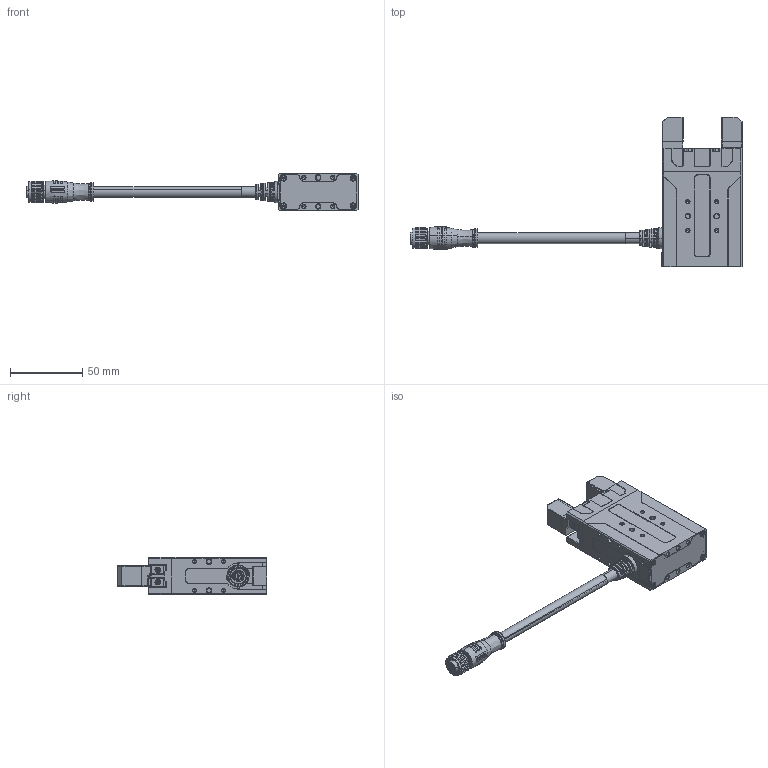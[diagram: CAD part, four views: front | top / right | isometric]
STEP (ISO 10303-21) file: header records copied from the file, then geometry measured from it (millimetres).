
FILE_DESCRIPTION (( 'STEP AP214' ), '1' );
FILE_NAME ('PGE-5-26-O-S-V1.STEP', '2022-09-13T10:07:37', ( '' ), ( '' ), 'SwSTEP 2.0', 'SolidWorks 2020', '' );
FILE_SCHEMA (( 'AUTOMOTIVE_DESIGN' ));
Length unit declared in the file: millimetre
Products named in the file (12): PGE15_Main cover; 絳嫖翐A; PGE-5-26-O-S-V1; 7.5俋噤盄第蚚陔SR; hexagon socket head cap screws gb_GB_FASTENER_SCREWS_HSHCS M2X4-N; M12厙帣; PGE15_蝶々; PGE5厙帣結え; hexagon socket head cap screws gb_GB_FASTENER_SCREWS_HSHCS M3X16-N; PGE15_botcover; PGE-15-26-O-S-奻窒煦; PGE15硌潑
Assembly tree (17 placements, depth 2):
  PGE-5-26-O-S-V1
    PGE15_Main cover
    PGE5厙帣結え
    PGE15_botcover
    7.5俋噤盄第蚚陔SR
    hexagon socket head cap screws gb_GB_FASTENER_SCREWS_HSHCS M2X4-N  x4
    絳嫖翐A
    M12厙帣
    PGE-15-26-O-S-奻窒煦
    PGE15硌潑  x2
    PGE15_蝶々  x2
    hexagon socket head cap screws gb_GB_FASTENER_SCREWS_HSHCS M3X16-N  x2
Bounding box: 229.8 x 103.5 x 26 mm (x, y, z)
Volume: 119229.2 mm3; surface area: 49111.5 mm2
Topology: 18 solids, 27 shells, 2025 faces, 5075 edges, 3135 vertices
Faces by surface type: plane 925, cylinder 471, cone 332, bspline 277, torus 20
Full cylindrical faces by diameter (mm): 11.1 x3
Entity records: 82441 total; most frequent: CARTESIAN_POINT 27828, ORIENTED_EDGE 9250, DIRECTION 8093, EDGE_CURVE 4629, VERTEX_POINT 2927, AXIS2_PLACEMENT_3D 2815, LINE 2463, VECTOR 2463
